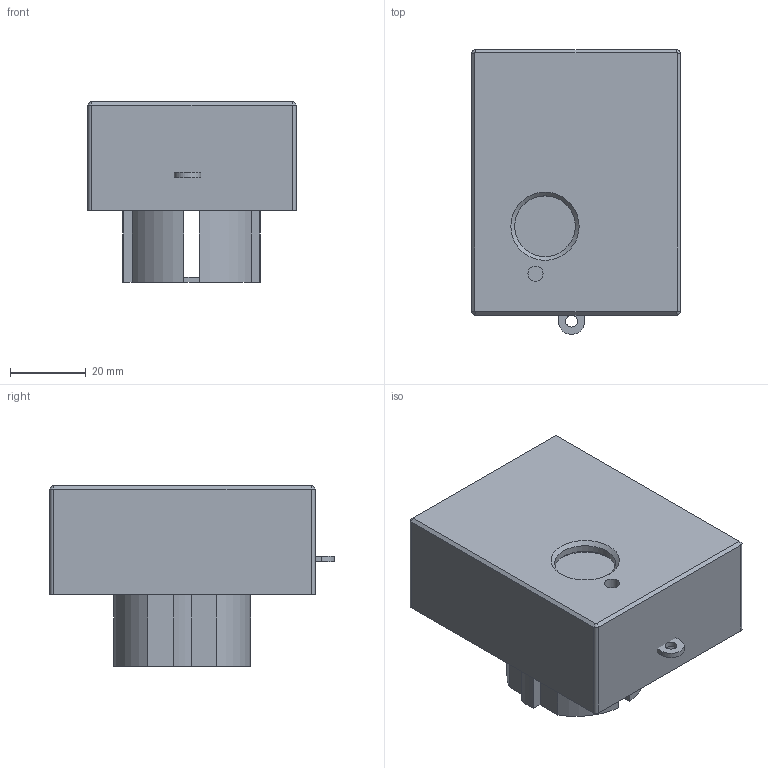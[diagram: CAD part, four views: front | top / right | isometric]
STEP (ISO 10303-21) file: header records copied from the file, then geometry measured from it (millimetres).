
FILE_DESCRIPTION(/* description */ (''),/* implementation_level */ '2;1');
FILE_NAME(/* name */ 'home sensor v21.step',/* time_stamp */ '2026-02-17T22:23:48+01:00',/* author */ (''),/* organization */ (''),/* preprocessor_version */ 'ST-DEVELOPER v20.1',/* originating_system */ 'Autodesk Translation Framework v14.24.0.0',/* authorisation */ '');
FILE_SCHEMA (('AUTOMOTIVE_DESIGN { 1 0 10303 214 3 1 1 }'));
Length unit declared in the file: millimetre
Products named in the file (8): home sensor; pcb; housing; hilink acdc; cozir; LD2410; esp32 c6 super mini; ac
Assembly tree (7 placements, depth 2):
  home sensor
    pcb
    housing
    hilink acdc
    cozir
    LD2410
    esp32 c6 super mini
    ac
Bounding box: 55 x 75.09 x 47.49 mm (x, y, z)
Volume: 69492.2 mm3; surface area: 52341.7 mm2
Topology: 7 solids, 7 shells, 308 faces, 772 edges, 507 vertices
Faces by surface type: plane 220, cylinder 81, cone 7
Full cylindrical faces by diameter (mm): 0.6 x10, 0.8 x8, 2.9 x2, 3 x4, 3.1 x3, 3.2 x2, 4 x1, 4.95 x2, 5 x2, 5.4 x2, 6 x1, 7.35 x2, 16 x1, 18 x2
Entity records: 9521 total; most frequent: CARTESIAN_POINT 1602, DIRECTION 1593, ORIENTED_EDGE 1544, EDGE_CURVE 772, LINE 597, VECTOR 597, VERTEX_POINT 507, AXIS2_PLACEMENT_3D 498
